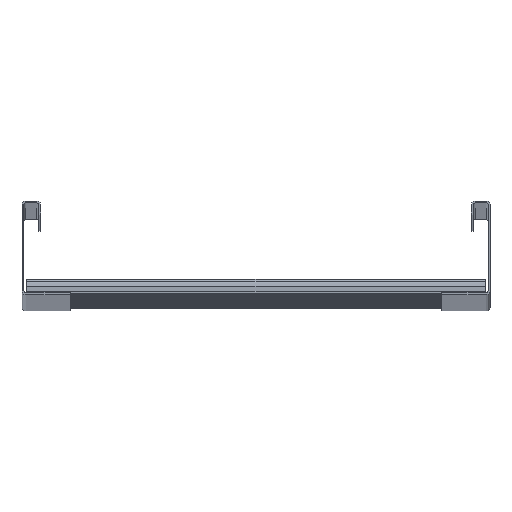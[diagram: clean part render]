
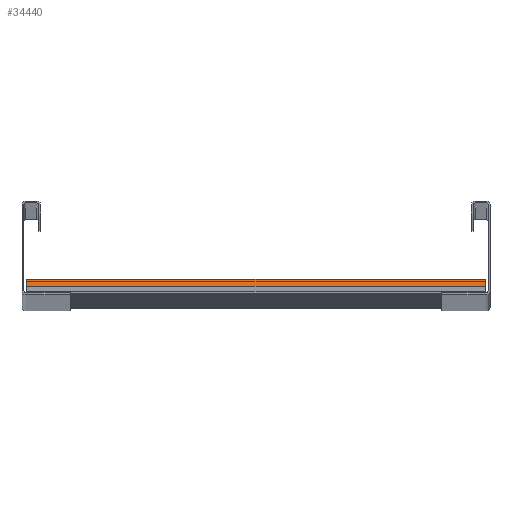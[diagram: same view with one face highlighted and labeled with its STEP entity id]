
A CAD part, top view. The second image highlights one B-rep face of the part: STEP entity #34440.
In plain terms, the highlighted cylindrical face has radius 4.5 mm (diameter 9 mm), a partial arc.
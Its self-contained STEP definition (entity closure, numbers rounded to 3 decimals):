
#8557=DIRECTION('',(1.,0.,0.));
#8558=VECTOR('',#8557,293.6);
#8559=CARTESIAN_POINT('',(-146.8,-24.3,2867.5));
#8560=LINE('',#8559,#8558);
#8612=CARTESIAN_POINT('',(-146.8,-24.3,2863.));
#8613=DIRECTION('',(1.,0.,0.));
#8614=DIRECTION('',(0.,0.,-1.));
#8615=AXIS2_PLACEMENT_3D('',#8612,#8613,#8614);
#8633=CARTESIAN_POINT('',(146.8,-24.3,2863.));
#8634=DIRECTION('',(1.,0.,0.));
#8635=DIRECTION('',(0.,0.,-1.));
#8636=AXIS2_PLACEMENT_3D('',#8633,#8634,#8635);
#8689=DIRECTION('',(1.,0.,0.));
#8690=VECTOR('',#8689,293.6);
#8691=CARTESIAN_POINT('',(-146.8,-24.3,2858.5));
#8692=LINE('',#8691,#8690);
#22145=CARTESIAN_POINT('',(-146.8,-24.3,2858.5));
#22146=VERTEX_POINT('',#22145);
#22147=CARTESIAN_POINT('',(-146.8,-24.3,2867.5));
#22148=VERTEX_POINT('',#22147);
#22165=CARTESIAN_POINT('',(146.8,-24.3,2858.5));
#22166=VERTEX_POINT('',#22165);
#22167=CARTESIAN_POINT('',(146.8,-24.3,2867.5));
#22168=VERTEX_POINT('',#22167);
#34428=CARTESIAN_POINT('',(-146.8,-24.3,2863.));
#34429=DIRECTION('',(1.,0.,0.));
#34430=DIRECTION('',(0.,0.,-1.));
#34431=AXIS2_PLACEMENT_3D('',#34428,#34429,#34430);
#34432=CYLINDRICAL_SURFACE('',#34431,4.5);
#34433=ORIENTED_EDGE('',*,*,#34358,.F.);
#34435=ORIENTED_EDGE('',*,*,#34434,.T.);
#34436=ORIENTED_EDGE('',*,*,#34400,.T.);
#34437=ORIENTED_EDGE('',*,*,#34318,.F.);
#34438=EDGE_LOOP('',(#34433,#34435,#34436,#34437));
#34439=FACE_OUTER_BOUND('',#34438,.F.);
#34440=ADVANCED_FACE('',(#34439),#34432,.T.);
#8616=CIRCLE('',#8615,4.5);
#8637=CIRCLE('',#8636,4.5);
#34318=EDGE_CURVE('',#22148,#22168,#8560,.T.);
#34358=EDGE_CURVE('',#22146,#22148,#8616,.T.);
#34400=EDGE_CURVE('',#22166,#22168,#8637,.T.);
#34434=EDGE_CURVE('',#22146,#22166,#8692,.T.);
